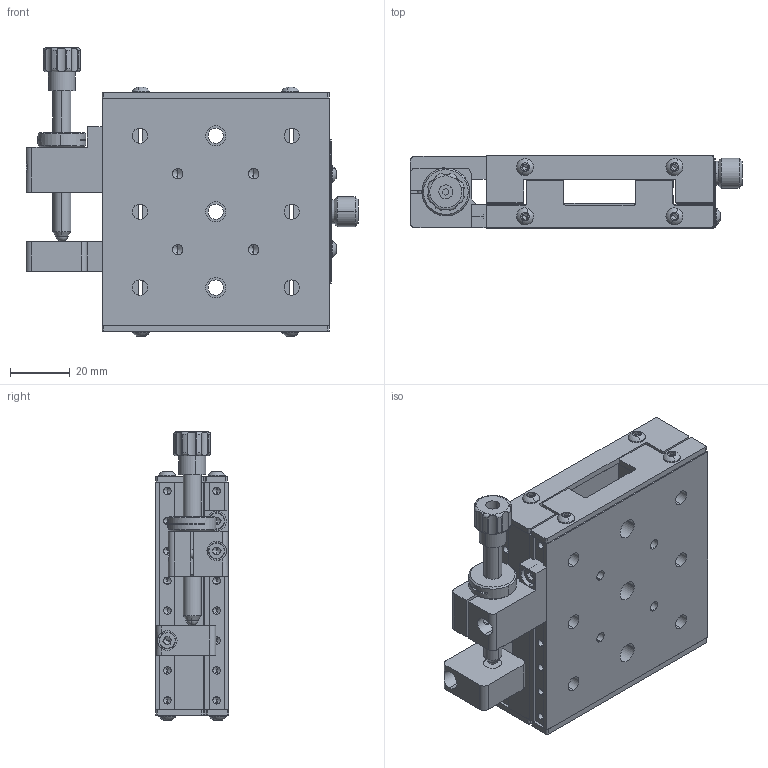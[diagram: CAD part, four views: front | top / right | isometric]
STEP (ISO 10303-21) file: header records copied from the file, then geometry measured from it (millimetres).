
FILE_DESCRIPTION (( 'STEP AP203' ), '1' );
FILE_NAME ('06PTS-1S.STEP', '2016-05-11T07:52:05', ( '' ), ( '' ), 'SwSTEP 2.0', 'SolidWorks 2016', '' );
FILE_SCHEMA (( 'CONFIG_CONTROL_DESIGN' ));
Length unit declared in the file: millimetre
Products named in the file (1): 06PTS-1S
Bounding box: 111.1 x 24.5 x 96.48 mm (x, y, z)
Volume: 133427.8 mm3; surface area: 74131.8 mm2
Topology: 39 solids, 39 shells, 1901 faces, 4823 edges, 2934 vertices
Faces by surface type: cylinder 674, cone 646, plane 511, torus 48, sphere 22
Entity records: 57461 total; most frequent: CARTESIAN_POINT 10749, DIRECTION 10537, ORIENTED_EDGE 9340, EDGE_CURVE 4670, AXIS2_PLACEMENT_3D 4152, VERTEX_POINT 2931, CIRCLE 2250, LINE 2233
